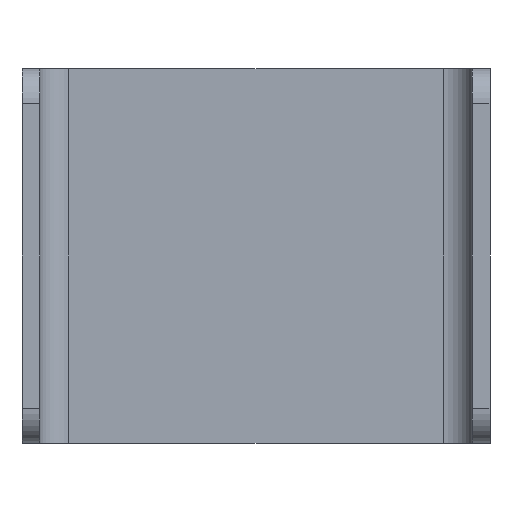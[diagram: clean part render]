
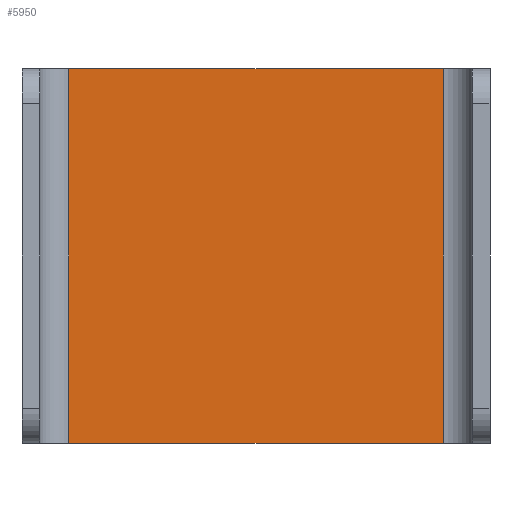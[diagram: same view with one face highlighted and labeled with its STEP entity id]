
A CAD part, front view. The second image highlights one B-rep face of the part: STEP entity #5950.
In plain terms, the highlighted planar face has unit normal (0, -1, 0).
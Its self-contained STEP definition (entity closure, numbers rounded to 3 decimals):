
#210=CARTESIAN_POINT('',(36.,18.5,0.));
#220=VERTEX_POINT('',#210);
#250=CARTESIAN_POINT('',(38.5,18.5,0.));
#260=DIRECTION('',(-1.,0.,0.));
#270=VECTOR('',#260,1.);
#280=LINE('',#250,#270);
#290=CARTESIAN_POINT('',(4.,18.5,0.));
#300=VERTEX_POINT('',#290);
#310=EDGE_CURVE('',#220,#300,#280,.T.);
#3190=CARTESIAN_POINT('',(4.,18.5,-32.));
#3200=VERTEX_POINT('',#3190);
#3230=CARTESIAN_POINT('',(38.5,18.5,-32.));
#3240=DIRECTION('',(-1.,0.,0.));
#3250=VECTOR('',#3240,1.);
#3260=LINE('',#3230,#3250);
#3270=CARTESIAN_POINT('',(36.,18.5,-32.));
#3280=VERTEX_POINT('',#3270);
#3290=EDGE_CURVE('',#3280,#3200,#3260,.T.);
#4490=CARTESIAN_POINT('',(36.,18.5,0.));
#4500=DIRECTION('',(0.,0.,-1.));
#4510=VECTOR('',#4500,1.);
#4520=LINE('',#4490,#4510);
#4530=EDGE_CURVE('',#220,#3280,#4520,.T.);
#5750=CARTESIAN_POINT('',(4.,18.5,0.));
#5760=DIRECTION('',(0.,0.,-1.));
#5770=VECTOR('',#5760,1.);
#5780=LINE('',#5750,#5770);
#5790=EDGE_CURVE('',#300,#3200,#5780,.T.);
#5840=CARTESIAN_POINT('',(38.5,18.5,0.));
#5850=DIRECTION('',(0.,1.,0.));
#5860=DIRECTION('',(1.,0.,0.));
#5870=AXIS2_PLACEMENT_3D('',#5840,#5850,#5860);
#5880=PLANE('',#5870);
#5890=ORIENTED_EDGE('',*,*,#3290,.F.);
#5900=ORIENTED_EDGE('',*,*,#5790,.T.);
#5910=ORIENTED_EDGE('',*,*,#310,.T.);
#5920=ORIENTED_EDGE('',*,*,#4530,.F.);
#5930=EDGE_LOOP('',(#5920,#5910,#5900,#5890));
#5940=FACE_OUTER_BOUND('',#5930,.T.);
#5950=ADVANCED_FACE('',(#5940),#5880,.F.);
